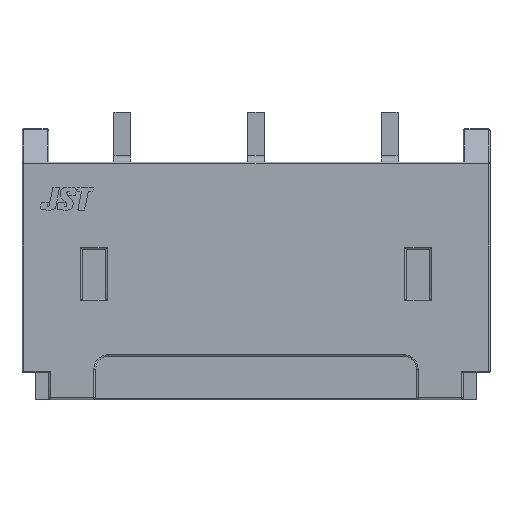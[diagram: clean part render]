
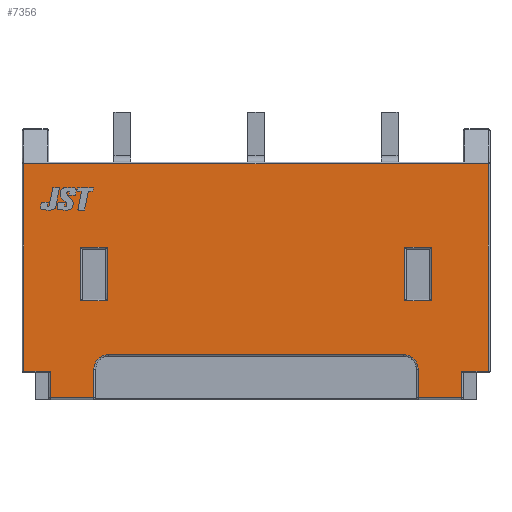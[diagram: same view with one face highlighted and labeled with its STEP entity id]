
A CAD part, top view. The second image highlights one B-rep face of the part: STEP entity #7356.
In plain terms, the highlighted face is planar.
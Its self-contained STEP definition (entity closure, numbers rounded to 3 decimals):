
#273=FACE_BOUND('',#1418,.T.);
#274=FACE_BOUND('',#1419,.T.);
#504=CIRCLE('',#8041,0.45);
#505=CIRCLE('',#8042,0.45);
#958=FACE_OUTER_BOUND('',#1417,.T.);
#1417=EDGE_LOOP('',(#5349,#5350,#5351,#5352,#5353,#5354,#5355,#5356,#5357,
#5358,#5359,#5360,#5361,#5362));
#1418=EDGE_LOOP('',(#5363,#5364,#5365,#5366));
#1419=EDGE_LOOP('',(#5367,#5368,#5369,#5370));
#1979=LINE('',#11125,#2663);
#1980=LINE('',#11130,#2664);
#1981=LINE('',#11134,#2665);
#1983=LINE('',#11138,#2667);
#1993=LINE('',#11160,#2677);
#1994=LINE('',#11162,#2678);
#1995=LINE('',#11164,#2679);
#1996=LINE('',#11166,#2680);
#1997=LINE('',#11168,#2681);
#1998=LINE('',#11170,#2682);
#1999=LINE('',#11172,#2683);
#2000=LINE('',#11176,#2684);
#2001=LINE('',#11180,#2685);
#2002=LINE('',#11182,#2686);
#2003=LINE('',#11184,#2687);
#2004=LINE('',#11185,#2688);
#2005=LINE('',#11188,#2689);
#2006=LINE('',#11190,#2690);
#2007=LINE('',#11192,#2691);
#2008=LINE('',#11193,#2692);
#2663=VECTOR('',#9036,10.);
#2664=VECTOR('',#9043,10.);
#2665=VECTOR('',#9048,10.);
#2667=VECTOR('',#9054,10.);
#2677=VECTOR('',#9068,10.);
#2678=VECTOR('',#9069,10.);
#2679=VECTOR('',#9070,10.);
#2680=VECTOR('',#9071,10.);
#2681=VECTOR('',#9072,10.);
#2682=VECTOR('',#9073,10.);
#2683=VECTOR('',#9074,10.);
#2684=VECTOR('',#9077,10.);
#2685=VECTOR('',#9080,10.);
#2686=VECTOR('',#9081,10.);
#2687=VECTOR('',#9082,10.);
#2688=VECTOR('',#9083,10.);
#2689=VECTOR('',#9084,10.);
#2690=VECTOR('',#9085,10.);
#2691=VECTOR('',#9086,10.);
#2692=VECTOR('',#9087,10.);
#3313=VERTEX_POINT('',#11123);
#3314=VERTEX_POINT('',#11124);
#3315=VERTEX_POINT('',#11129);
#3316=VERTEX_POINT('',#11133);
#3325=VERTEX_POINT('',#11158);
#3326=VERTEX_POINT('',#11159);
#3327=VERTEX_POINT('',#11161);
#3328=VERTEX_POINT('',#11163);
#3329=VERTEX_POINT('',#11165);
#3330=VERTEX_POINT('',#11167);
#3331=VERTEX_POINT('',#11169);
#3332=VERTEX_POINT('',#11171);
#3333=VERTEX_POINT('',#11173);
#3334=VERTEX_POINT('',#11175);
#3335=VERTEX_POINT('',#11177);
#3336=VERTEX_POINT('',#11179);
#3337=VERTEX_POINT('',#11181);
#3338=VERTEX_POINT('',#11183);
#3339=VERTEX_POINT('',#11186);
#3340=VERTEX_POINT('',#11187);
#3341=VERTEX_POINT('',#11189);
#3342=VERTEX_POINT('',#11191);
#4040=EDGE_CURVE('',#3313,#3314,#1979,.T.);
#4043=EDGE_CURVE('',#3314,#3315,#1980,.T.);
#4045=EDGE_CURVE('',#3316,#3313,#1981,.T.);
#4048=EDGE_CURVE('',#3315,#3316,#1983,.T.);
#4058=EDGE_CURVE('',#3325,#3326,#1993,.T.);
#4059=EDGE_CURVE('',#3327,#3325,#1994,.T.);
#4060=EDGE_CURVE('',#3328,#3327,#1995,.T.);
#4061=EDGE_CURVE('',#3329,#3328,#1996,.T.);
#4062=EDGE_CURVE('',#3330,#3329,#1997,.T.);
#4063=EDGE_CURVE('',#3331,#3330,#1998,.T.);
#4064=EDGE_CURVE('',#3332,#3331,#1999,.T.);
#4065=EDGE_CURVE('',#3333,#3332,#504,.T.);
#4066=EDGE_CURVE('',#3334,#3333,#2000,.T.);
#4067=EDGE_CURVE('',#3335,#3334,#505,.T.);
#4068=EDGE_CURVE('',#3336,#3335,#2001,.T.);
#4069=EDGE_CURVE('',#3337,#3336,#2002,.T.);
#4070=EDGE_CURVE('',#3338,#3337,#2003,.T.);
#4071=EDGE_CURVE('',#3326,#3338,#2004,.T.);
#4072=EDGE_CURVE('',#3339,#3340,#2005,.T.);
#4073=EDGE_CURVE('',#3341,#3339,#2006,.T.);
#4074=EDGE_CURVE('',#3342,#3341,#2007,.T.);
#4075=EDGE_CURVE('',#3340,#3342,#2008,.T.);
#5349=ORIENTED_EDGE('',*,*,#4058,.F.);
#5350=ORIENTED_EDGE('',*,*,#4059,.F.);
#5351=ORIENTED_EDGE('',*,*,#4060,.F.);
#5352=ORIENTED_EDGE('',*,*,#4061,.F.);
#5353=ORIENTED_EDGE('',*,*,#4062,.F.);
#5354=ORIENTED_EDGE('',*,*,#4063,.F.);
#5355=ORIENTED_EDGE('',*,*,#4064,.F.);
#5356=ORIENTED_EDGE('',*,*,#4065,.F.);
#5357=ORIENTED_EDGE('',*,*,#4066,.F.);
#5358=ORIENTED_EDGE('',*,*,#4067,.F.);
#5359=ORIENTED_EDGE('',*,*,#4068,.F.);
#5360=ORIENTED_EDGE('',*,*,#4069,.F.);
#5361=ORIENTED_EDGE('',*,*,#4070,.F.);
#5362=ORIENTED_EDGE('',*,*,#4071,.F.);
#5363=ORIENTED_EDGE('',*,*,#4072,.F.);
#5364=ORIENTED_EDGE('',*,*,#4073,.F.);
#5365=ORIENTED_EDGE('',*,*,#4074,.F.);
#5366=ORIENTED_EDGE('',*,*,#4075,.F.);
#5367=ORIENTED_EDGE('',*,*,#4040,.F.);
#5368=ORIENTED_EDGE('',*,*,#4045,.F.);
#5369=ORIENTED_EDGE('',*,*,#4048,.F.);
#5370=ORIENTED_EDGE('',*,*,#4043,.F.);
#7158=PLANE('',#8040);
#7356=ADVANCED_FACE('',(#958,#273,#274),#7158,.T.);
#8040=AXIS2_PLACEMENT_3D('',#11157,#9066,#9067);
#8041=AXIS2_PLACEMENT_3D('',#11174,#9075,#9076);
#8042=AXIS2_PLACEMENT_3D('',#11178,#9078,#9079);
#9036=DIRECTION('',(1.,0.,0.));
#9043=DIRECTION('',(0.,0.,-1.));
#9048=DIRECTION('',(0.,0.,1.));
#9054=DIRECTION('',(-1.,0.,0.));
#9066=DIRECTION('center_axis',(0.,1.,0.));
#9067=DIRECTION('ref_axis',(0.,0.,1.));
#9068=DIRECTION('',(0.,0.,1.));
#9069=DIRECTION('',(1.,0.,0.));
#9070=DIRECTION('',(0.,0.,-1.));
#9071=DIRECTION('',(-1.,0.,0.));
#9072=DIRECTION('',(0.,0.,-1.));
#9073=DIRECTION('',(-1.,0.,0.));
#9074=DIRECTION('',(0.,0.,1.));
#9075=DIRECTION('center_axis',(0.,1.,0.));
#9076=DIRECTION('ref_axis',(-0.707,0.,-0.707));
#9077=DIRECTION('',(-1.,0.,0.));
#9078=DIRECTION('center_axis',(0.,1.,0.));
#9079=DIRECTION('ref_axis',(0.707,0.,-0.707));
#9080=DIRECTION('',(0.,0.,-1.));
#9081=DIRECTION('',(-1.,0.,0.));
#9082=DIRECTION('',(0.,0.,1.));
#9083=DIRECTION('',(-1.,0.,0.));
#9084=DIRECTION('',(-1.,0.,0.));
#9085=DIRECTION('',(0.,0.,-1.));
#9086=DIRECTION('',(1.,0.,0.));
#9087=DIRECTION('',(0.,0.,1.));
#11123=CARTESIAN_POINT('',(-7.25,3.2,-2.95));
#11124=CARTESIAN_POINT('',(-6.45,3.2,-2.95));
#11125=CARTESIAN_POINT('',(-7.75,3.2,-2.95));
#11129=CARTESIAN_POINT('',(-6.45,3.2,-4.55));
#11130=CARTESIAN_POINT('',(-6.45,3.2,-2.25));
#11133=CARTESIAN_POINT('',(-7.25,3.2,-4.55));
#11134=CARTESIAN_POINT('',(-7.25,3.2,0.));
#11138=CARTESIAN_POINT('',(-8.1,3.2,-4.55));
#11157=CARTESIAN_POINT('Origin',(-9.,3.2,0.));
#11158=CARTESIAN_POINT('',(4.95,3.2,-7.05));
#11159=CARTESIAN_POINT('',(4.95,3.2,-0.85));
#11160=CARTESIAN_POINT('',(4.95,3.2,-0.4));
#11161=CARTESIAN_POINT('',(-8.95,3.2,-7.05));
#11162=CARTESIAN_POINT('',(-9.,3.2,-7.05));
#11163=CARTESIAN_POINT('',(-8.95,3.2,-0.85));
#11164=CARTESIAN_POINT('',(-8.95,3.2,-0.4));
#11165=CARTESIAN_POINT('',(-8.15,3.2,-0.85));
#11166=CARTESIAN_POINT('',(-8.425,3.2,-0.85));
#11167=CARTESIAN_POINT('',(-8.15,3.2,-0.05));
#11168=CARTESIAN_POINT('',(-8.15,3.2,-0.4));
#11169=CARTESIAN_POINT('',(-6.85,3.2,-0.05));
#11170=CARTESIAN_POINT('',(-8.6,3.2,-0.05));
#11171=CARTESIAN_POINT('',(-6.85,3.2,-0.9));
#11172=CARTESIAN_POINT('',(-6.85,3.2,0.));
#11173=CARTESIAN_POINT('',(-6.4,3.2,-1.35));
#11174=CARTESIAN_POINT('Origin',(-6.4,3.2,-0.9));
#11175=CARTESIAN_POINT('',(2.4,3.2,-1.35));
#11176=CARTESIAN_POINT('',(-7.7,3.2,-1.35));
#11177=CARTESIAN_POINT('',(2.85,3.2,-0.9));
#11178=CARTESIAN_POINT('Origin',(2.4,3.2,-0.9));
#11179=CARTESIAN_POINT('',(2.85,3.2,-0.05));
#11180=CARTESIAN_POINT('',(2.85,3.2,-0.45));
#11181=CARTESIAN_POINT('',(4.15,3.2,-0.05));
#11182=CARTESIAN_POINT('',(-3.1,3.2,-0.05));
#11183=CARTESIAN_POINT('',(4.15,3.2,-0.85));
#11184=CARTESIAN_POINT('',(4.15,3.2,-0.4));
#11185=CARTESIAN_POINT('',(-2.,3.2,-0.85));
#11186=CARTESIAN_POINT('',(3.25,3.2,-4.55));
#11187=CARTESIAN_POINT('',(2.45,3.2,-4.55));
#11188=CARTESIAN_POINT('',(-3.25,3.2,-4.55));
#11189=CARTESIAN_POINT('',(3.25,3.2,-2.95));
#11190=CARTESIAN_POINT('',(3.25,3.2,-2.5));
#11191=CARTESIAN_POINT('',(2.45,3.2,-2.95));
#11192=CARTESIAN_POINT('',(-2.9,3.2,-2.95));
#11193=CARTESIAN_POINT('',(2.45,3.2,-1.5));
